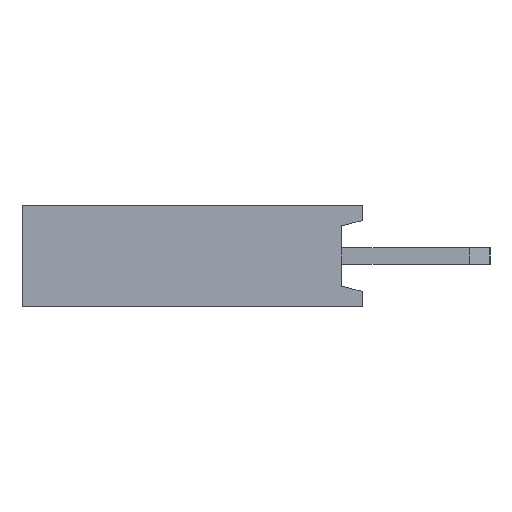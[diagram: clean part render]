
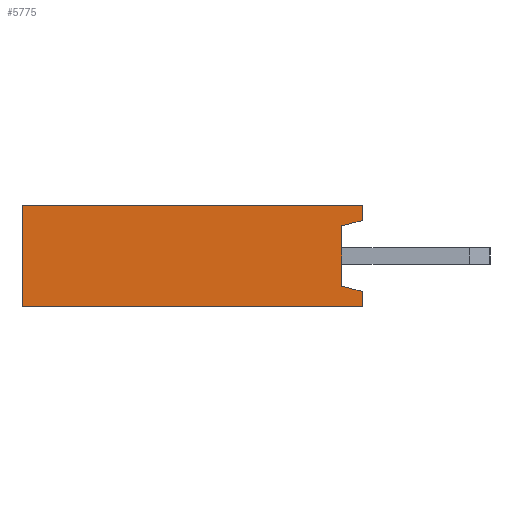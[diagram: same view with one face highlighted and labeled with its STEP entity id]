
A CAD part, left-side view. The second image highlights one B-rep face of the part: STEP entity #5775.
In plain terms, the highlighted planar face has unit normal (-1, 0, 0).
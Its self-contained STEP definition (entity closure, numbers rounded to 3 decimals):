
#269 = CARTESIAN_POINT ( 'NONE',  ( -19.304, 0., 0.889 ) ) ;
#445 = ORIENTED_EDGE ( 'NONE', *, *, #3891, .T. ) ;
#483 = EDGE_CURVE ( 'NONE', #7820, #1588, #8929, .T. ) ;
#553 = PLANE ( 'NONE',  #6086 ) ;
#675 = CARTESIAN_POINT ( 'NONE',  ( -19.304, 0., 0.889 ) ) ;
#975 = VECTOR ( 'NONE', #9069, 1000. ) ;
#998 = LINE ( 'NONE', #2240, #7740 ) ;
#1289 = EDGE_CURVE ( 'NONE', #1983, #1966, #6542, .T. ) ;
#1482 = VERTEX_POINT ( 'NONE', #675 ) ;
#1588 = VERTEX_POINT ( 'NONE', #7242 ) ;
#1645 = DIRECTION ( 'NONE',  ( 0., 0., 1. ) ) ;
#1692 = VERTEX_POINT ( 'NONE', #1794 ) ;
#1794 = CARTESIAN_POINT ( 'NONE',  ( -19.304, 8.509, -1.27 ) ) ;
#1807 = DIRECTION ( 'NONE',  ( 0., -1., 0. ) ) ;
#1966 = VERTEX_POINT ( 'NONE', #2701 ) ;
#1983 = VERTEX_POINT ( 'NONE', #2041 ) ;
#2026 = VECTOR ( 'NONE', #3525, 1000. ) ;
#2037 = CARTESIAN_POINT ( 'NONE',  ( -19.304, 0., 1.27 ) ) ;
#2041 = CARTESIAN_POINT ( 'NONE',  ( -19.304, 0., -1.27 ) ) ;
#2132 = VECTOR ( 'NONE', #1807, 1000. ) ;
#2240 = CARTESIAN_POINT ( 'NONE',  ( -19.304, 0., -0.889 ) ) ;
#2384 = VECTOR ( 'NONE', #6840, 1000. ) ;
#2675 = DIRECTION ( 'NONE',  ( 0., 0., 1. ) ) ;
#2701 = CARTESIAN_POINT ( 'NONE',  ( -19.304, 0., -0.889 ) ) ;
#3167 = VECTOR ( 'NONE', #1645, 1000. ) ;
#3377 = DIRECTION ( 'NONE',  ( -1., 0., 0. ) ) ;
#3495 = LINE ( 'NONE', #6286, #975 ) ;
#3525 = DIRECTION ( 'NONE',  ( 0., 0., 1. ) ) ;
#3891 = EDGE_CURVE ( 'NONE', #8564, #6066, #8908, .T. ) ;
#3899 = CARTESIAN_POINT ( 'NONE',  ( -19.304, 8.509, -1.27 ) ) ;
#4036 = VECTOR ( 'NONE', #7992, 1000. ) ;
#4341 = ORIENTED_EDGE ( 'NONE', *, *, #5602, .T. ) ;
#4394 = CARTESIAN_POINT ( 'NONE',  ( -19.304, 0., -1.27 ) ) ;
#4411 = DIRECTION ( 'NONE',  ( 0., 0.966, 0.259 ) ) ;
#4600 = EDGE_CURVE ( 'NONE', #1966, #8564, #998, .T. ) ;
#4791 = EDGE_CURVE ( 'NONE', #1588, #1692, #5945, .T. ) ;
#4880 = EDGE_CURVE ( 'NONE', #1692, #1983, #7376, .T. ) ;
#5114 = EDGE_CURVE ( 'NONE', #6066, #1482, #3495, .T. ) ;
#5239 = CARTESIAN_POINT ( 'NONE',  ( -19.304, 8.509, 1.27 ) ) ;
#5425 = CARTESIAN_POINT ( 'NONE',  ( -19.304, 0.508, 0.753 ) ) ;
#5462 = CARTESIAN_POINT ( 'NONE',  ( -19.304, 0., 1.27 ) ) ;
#5505 = ORIENTED_EDGE ( 'NONE', *, *, #4600, .T. ) ;
#5602 = EDGE_CURVE ( 'NONE', #1482, #7820, #6669, .T. ) ;
#5747 = ORIENTED_EDGE ( 'NONE', *, *, #1289, .T. ) ;
#5775 = ADVANCED_FACE ( 'NONE', ( #7536 ), #553, .T. ) ;
#5945 = LINE ( 'NONE', #5239, #8588 ) ;
#5960 = CARTESIAN_POINT ( 'NONE',  ( -19.304, 0.508, -0.753 ) ) ;
#6066 = VERTEX_POINT ( 'NONE', #5425 ) ;
#6086 = AXIS2_PLACEMENT_3D ( 'NONE', #7395, #3377, #2675 ) ;
#6286 = CARTESIAN_POINT ( 'NONE',  ( -19.304, 0.508, 0.753 ) ) ;
#6313 = CARTESIAN_POINT ( 'NONE',  ( -19.304, 0.508, -0.753 ) ) ;
#6317 = ORIENTED_EDGE ( 'NONE', *, *, #4791, .T. ) ;
#6542 = LINE ( 'NONE', #4394, #4036 ) ;
#6669 = LINE ( 'NONE', #269, #3167 ) ;
#6692 = DIRECTION ( 'NONE',  ( 0., 0., -1. ) ) ;
#6840 = DIRECTION ( 'NONE',  ( 0., 1., 0. ) ) ;
#7242 = CARTESIAN_POINT ( 'NONE',  ( -19.304, 8.509, 1.27 ) ) ;
#7276 = ORIENTED_EDGE ( 'NONE', *, *, #5114, .T. ) ;
#7376 = LINE ( 'NONE', #3899, #2132 ) ;
#7395 = CARTESIAN_POINT ( 'NONE',  ( -19.304, 0., 0. ) ) ;
#7536 = FACE_OUTER_BOUND ( 'NONE', #7597, .T. ) ;
#7597 = EDGE_LOOP ( 'NONE', ( #6317, #8689, #5747, #5505, #445, #7276, #4341, #7847 ) ) ;
#7740 = VECTOR ( 'NONE', #4411, 1000. ) ;
#7820 = VERTEX_POINT ( 'NONE', #2037 ) ;
#7847 = ORIENTED_EDGE ( 'NONE', *, *, #483, .T. ) ;
#7992 = DIRECTION ( 'NONE',  ( 0., 0., 1. ) ) ;
#8564 = VERTEX_POINT ( 'NONE', #5960 ) ;
#8588 = VECTOR ( 'NONE', #6692, 1000. ) ;
#8689 = ORIENTED_EDGE ( 'NONE', *, *, #4880, .T. ) ;
#8908 = LINE ( 'NONE', #6313, #2026 ) ;
#8929 = LINE ( 'NONE', #5462, #2384 ) ;
#9069 = DIRECTION ( 'NONE',  ( 0., -0.966, 0.259 ) ) ;
